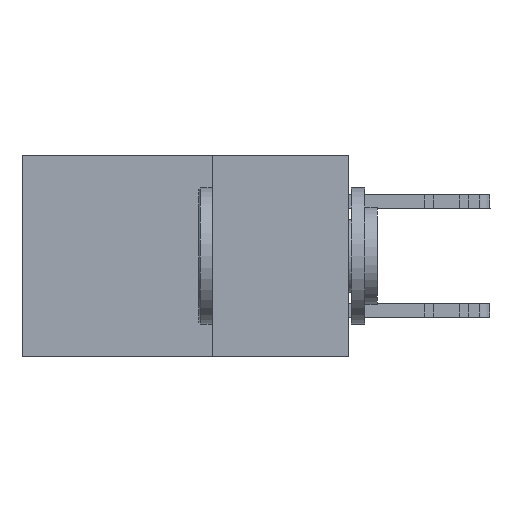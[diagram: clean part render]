
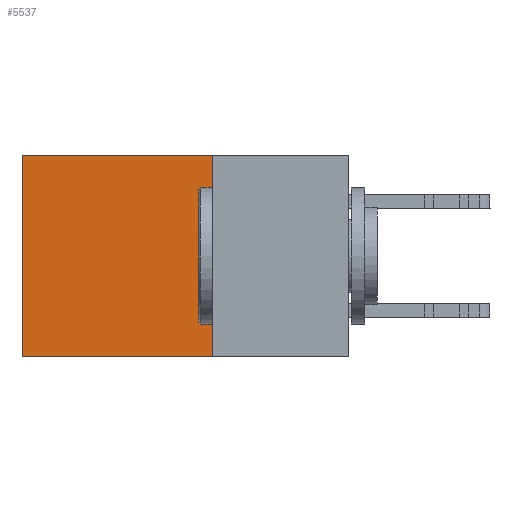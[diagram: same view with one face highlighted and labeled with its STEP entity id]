
A CAD part, left-side view. The second image highlights one B-rep face of the part: STEP entity #5537.
In plain terms, the highlighted planar face has unit normal (-1, 0, 0).
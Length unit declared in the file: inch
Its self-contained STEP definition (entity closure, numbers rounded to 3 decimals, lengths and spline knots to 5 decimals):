
#1512 = ORIENTED_EDGE ( 'NONE', *, *, #10553, .F. ) ;
#1616 = DIRECTION ( 'NONE',  ( 1., 0., 0. ) ) ;
#3833 = ORIENTED_EDGE ( 'NONE', *, *, #9451, .T. ) ;
#4530 = DIRECTION ( 'NONE',  ( 0., 1., 0. ) ) ;
#4578 = EDGE_LOOP ( 'NONE', ( #14807, #1512, #25877, #3833 ) ) ;
#5537 = ADVANCED_FACE ( 'NONE', ( #10874 ), #25060, .F. ) ;
#6214 = VERTEX_POINT ( 'NONE', #24843 ) ;
#8103 = DIRECTION ( 'NONE',  ( 0., 1., 0. ) ) ;
#8628 = CARTESIAN_POINT ( 'NONE',  ( 0.2615, 0.6, -0.37 ) ) ;
#9451 = EDGE_CURVE ( 'NONE', #20590, #6214, #10683, .T. ) ;
#10553 = EDGE_CURVE ( 'NONE', #10929, #16507, #15301, .T. ) ;
#10683 = LINE ( 'NONE', #21668, #26925 ) ;
#10874 = FACE_OUTER_BOUND ( 'NONE', #4578, .T. ) ;
#10929 = VERTEX_POINT ( 'NONE', #17636 ) ;
#11826 = AXIS2_PLACEMENT_3D ( 'NONE', #14551, #1616, #16683 ) ;
#12800 = LINE ( 'NONE', #8628, #23118 ) ;
#12952 = DIRECTION ( 'NONE',  ( 0., 0., -1. ) ) ;
#13112 = CARTESIAN_POINT ( 'NONE',  ( 0.2615, 0.6, -0.37 ) ) ;
#14551 = CARTESIAN_POINT ( 'NONE',  ( 0.2615, 0.25, -0.37 ) ) ;
#14807 = ORIENTED_EDGE ( 'NONE', *, *, #21817, .T. ) ;
#15301 = LINE ( 'NONE', #18741, #25173 ) ;
#16507 = VERTEX_POINT ( 'NONE', #13112 ) ;
#16683 = DIRECTION ( 'NONE',  ( 0., 0., -1. ) ) ;
#17636 = CARTESIAN_POINT ( 'NONE',  ( 0.2615, 0.25, -0.37 ) ) ;
#18741 = CARTESIAN_POINT ( 'NONE',  ( 0.2615, 0.25, -0.37 ) ) ;
#19251 = LINE ( 'NONE', #25605, #24841 ) ;
#19516 = EDGE_CURVE ( 'NONE', #20590, #10929, #19251, .T. ) ;
#20590 = VERTEX_POINT ( 'NONE', #20865 ) ;
#20865 = CARTESIAN_POINT ( 'NONE',  ( 0.2615, 0.25, 0. ) ) ;
#21396 = DIRECTION ( 'NONE',  ( 0., 0., -1. ) ) ;
#21668 = CARTESIAN_POINT ( 'NONE',  ( 0.2615, 0.25, 0. ) ) ;
#21817 = EDGE_CURVE ( 'NONE', #6214, #16507, #12800, .T. ) ;
#23118 = VECTOR ( 'NONE', #21396, 39.37008 ) ;
#24841 = VECTOR ( 'NONE', #12952, 39.37008 ) ;
#24843 = CARTESIAN_POINT ( 'NONE',  ( 0.2615, 0.6, 0. ) ) ;
#25060 = PLANE ( 'NONE',  #11826 ) ;
#25173 = VECTOR ( 'NONE', #8103, 39.37008 ) ;
#25605 = CARTESIAN_POINT ( 'NONE',  ( 0.2615, 0.25, -0.37 ) ) ;
#25877 = ORIENTED_EDGE ( 'NONE', *, *, #19516, .F. ) ;
#26925 = VECTOR ( 'NONE', #4530, 39.37008 ) ;
